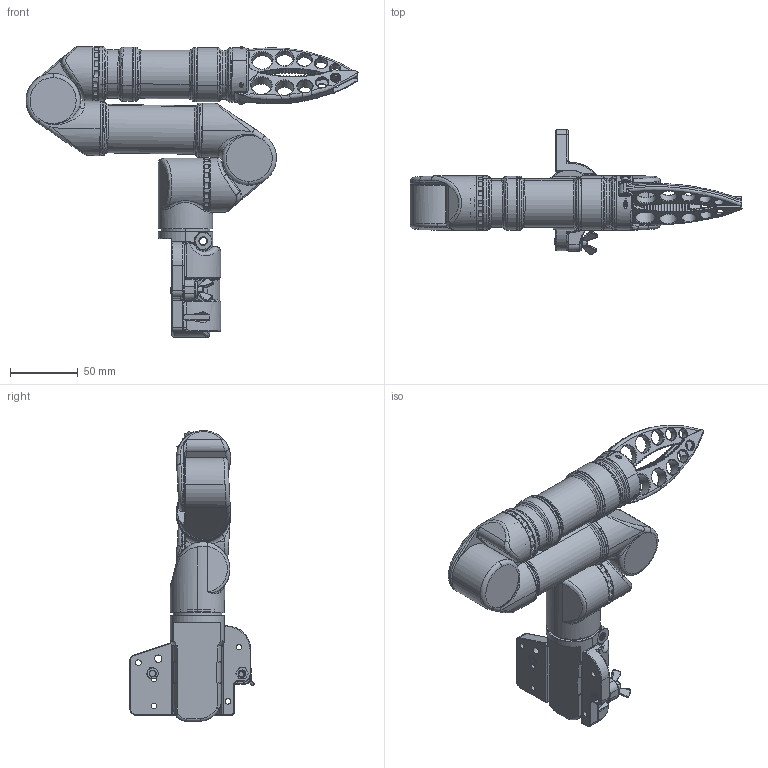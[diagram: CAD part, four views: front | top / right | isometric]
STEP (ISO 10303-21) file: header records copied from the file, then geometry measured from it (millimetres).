
FILE_DESCRIPTION (( 'STEP AP214' ), '1' );
FILE_NAME ('Alpha 5 Defender.STEP', '2020-09-01T01:16:03', ( '' ), ( '' ), 'SwSTEP 2.0', 'SolidWorks 2019', '' );
FILE_SCHEMA (( 'AUTOMOTIVE_DESIGN' ));
Length unit declared in the file: millimetre
Products named in the file (23): NUT-HT-M4L2P2_93935A325; RS1-130; BOLT-SS-M3LXX_BOLT-SS-M3L16; XFM_0405_04_1; R5M-M1-Defeatured; RS1-124- Defeatured; RS1-1014; M2; DFV-102; RS1-209-Defeatured; RS1-139; 92625A313_92625A313; M1; Alpha 5 Defender; RS1-230 - Defeatured-2; BOLT-SS-M4LXX_BOLT-SS-M4L16; NUT-HT-M5L2P7_93935A325; DFV-1004; WTM_0509_006_1; DFV-101; 95611A115x_95611A115; M2-1; SHIM-ID6OD8WX_SHIM-ID6OD8W0P1
Assembly tree (29 placements, depth 3):
  Alpha 5 Defender
    R5M-M1-Defeatured
      M1
    RS1-1014
      XFM_0405_04_1  x4
      BOLT-SS-M3LXX_BOLT-SS-M3L16  x2
      BOLT-SS-M4LXX_BOLT-SS-M4L16
      WTM_0509_006_1  x2
      SHIM-ID6OD8WX_SHIM-ID6OD8W0P1
      RS1-130
      RS1-139
    M2-1  x2
    M2
    RS1-209-Defeatured
    RS1-230 - Defeatured-2
    RS1-124- Defeatured
    DFV-1004
      DFV-102
      DFV-101
      92625A313_92625A313
      95611A115x_95611A115
      NUT-HT-M4L2P2_93935A325  x2
      NUT-HT-M5L2P7_93935A325
Bounding box: 244.88 x 92 x 214.4 mm (x, y, z)
Volume: 583841.4 mm3; surface area: 127082.4 mm2
Topology: 26 solids, 28 shells, 2080 faces, 5321 edges, 3282 vertices
Faces by surface type: cylinder 861, plane 444, bspline 303, cone 263, torus 187, sphere 22
Entity records: 168456 total; most frequent: CARTESIAN_POINT 125124, ORIENTED_EDGE 9454, DIRECTION 8550, EDGE_CURVE 4727, AXIS2_PLACEMENT_3D 3475, VERTEX_POINT 2933, EDGE_LOOP 1960, CIRCLE 1866
